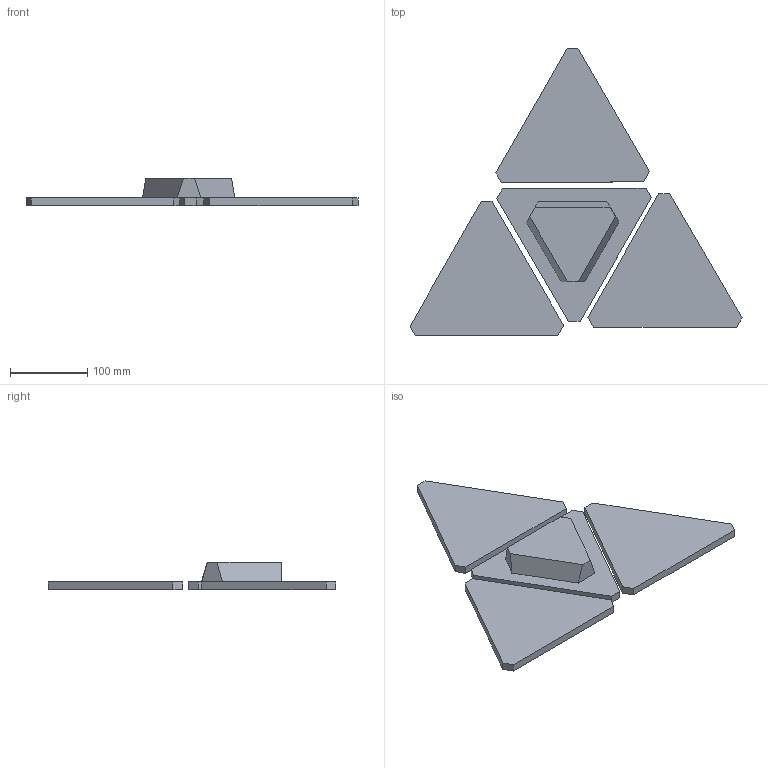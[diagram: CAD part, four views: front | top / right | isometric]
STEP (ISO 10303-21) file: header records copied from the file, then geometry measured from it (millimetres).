
FILE_DESCRIPTION(('STEP AP242'), '1');
FILE_NAME('îáùèé öâåòîê ïîñàäî÷íîãî ìîäóëÿ', '', ('UNSPECIFIED'), ('UNSPECIFIED'), 'C3D Converter', 'C3D Toolkit', '');
FILE_SCHEMA(('AP242_MANAGED_MODEL_BASED_3D_ENGINEERING_MIM_LF { 1 0 10303 442 1 1 4 }'));
Length unit declared in the file: millimetre
Assembly tree (2 placements, depth 2):
  (unnamed)
    (unnamed)
    (unnamed)
Bounding box: 429.32 x 372.06 x 35 mm (x, y, z)
Volume: 968772.6 mm3; surface area: 203980.8 mm2
Topology: 5 solids, 5 shells, 40 faces, 90 edges, 60 vertices
Faces by surface type: plane 40
Entity records: 1377 total; most frequent: CARTESIAN_POINT 204, DIRECTION 186, ORIENTED_EDGE 180, EDGE_CURVE 90, LINE 90, VECTOR 90, VERTEX_POINT 60, AXIS2_PLACEMENT_3D 48
